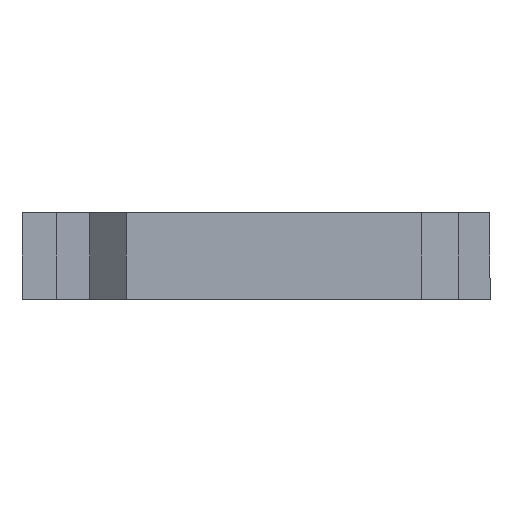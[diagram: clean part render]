
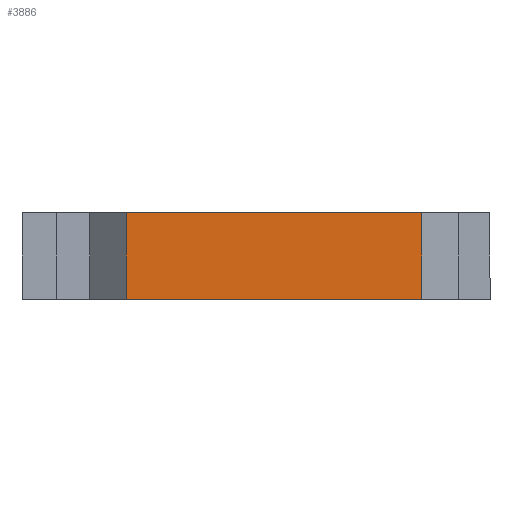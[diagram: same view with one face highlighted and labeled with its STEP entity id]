
A CAD part, left-side view. The second image highlights one B-rep face of the part: STEP entity #3886.
In plain terms, the highlighted planar face has unit normal (-1, 0, 0).
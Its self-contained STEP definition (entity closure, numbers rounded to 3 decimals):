
#187=PLANE('',#4161);
#374=FACE_OUTER_BOUND('',#572,.T.);
#572=EDGE_LOOP('',(#3313,#3314,#3315,#3316));
#1054=LINE('',#6229,#1544);
#1055=LINE('',#6232,#1545);
#1056=LINE('',#6234,#1546);
#1057=LINE('',#6235,#1547);
#1544=VECTOR('',#5111,10.);
#1545=VECTOR('',#5114,10.);
#1546=VECTOR('',#5115,10.);
#1547=VECTOR('',#5116,10.);
#1991=VERTEX_POINT('',#6225);
#1992=VERTEX_POINT('',#6227);
#1993=VERTEX_POINT('',#6231);
#1994=VERTEX_POINT('',#6233);
#2534=EDGE_CURVE('',#1991,#1992,#1054,.T.);
#2535=EDGE_CURVE('',#1993,#1991,#1055,.T.);
#2536=EDGE_CURVE('',#1994,#1992,#1056,.T.);
#2537=EDGE_CURVE('',#1993,#1994,#1057,.T.);
#3313=ORIENTED_EDGE('',*,*,#2535,.T.);
#3314=ORIENTED_EDGE('',*,*,#2534,.T.);
#3315=ORIENTED_EDGE('',*,*,#2536,.F.);
#3316=ORIENTED_EDGE('',*,*,#2537,.F.);
#3886=ADVANCED_FACE('',(#374),#187,.T.);
#4161=AXIS2_PLACEMENT_3D('',#6230,#5112,#5113);
#5111=DIRECTION('',(0.,0.,1.));
#5112=DIRECTION('center_axis',(-1.,0.,0.));
#5113=DIRECTION('ref_axis',(0.,-1.,0.));
#5114=DIRECTION('',(0.,-1.,0.));
#5115=DIRECTION('',(0.,-1.,0.));
#5116=DIRECTION('',(0.,0.,1.));
#6225=CARTESIAN_POINT('',(-41.82,0.,0.));
#6227=CARTESIAN_POINT('',(-41.82,0.,10.));
#6229=CARTESIAN_POINT('',(-41.82,0.,0.));
#6230=CARTESIAN_POINT('Origin',(-41.82,34.1,0.));
#6231=CARTESIAN_POINT('',(-41.82,34.1,0.));
#6232=CARTESIAN_POINT('',(-41.82,34.1,0.));
#6233=CARTESIAN_POINT('',(-41.82,34.1,10.));
#6234=CARTESIAN_POINT('',(-41.82,34.1,10.));
#6235=CARTESIAN_POINT('',(-41.82,34.1,0.));
